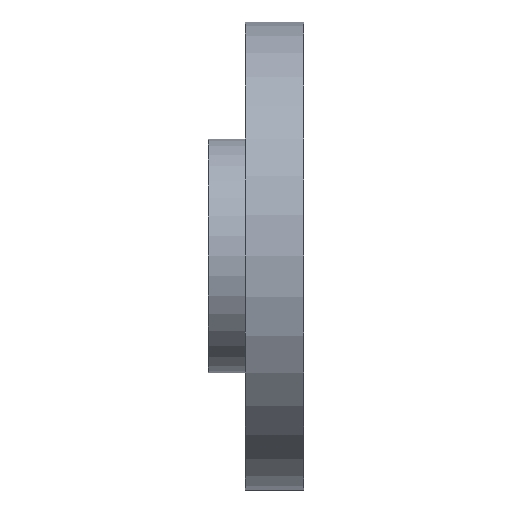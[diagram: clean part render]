
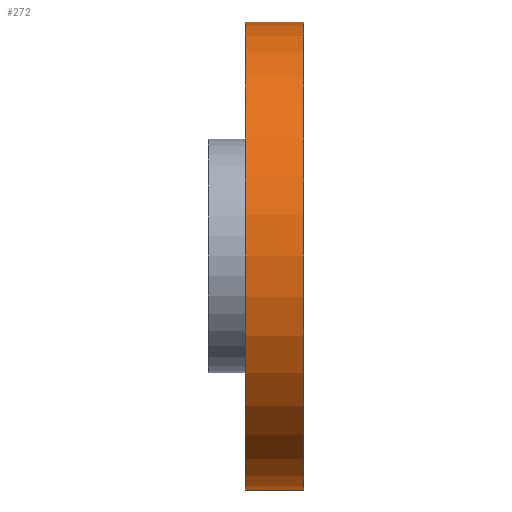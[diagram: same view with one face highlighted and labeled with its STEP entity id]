
A CAD part, left-side view. The second image highlights one B-rep face of the part: STEP entity #272.
In plain terms, the highlighted cylindrical face has radius 12.696 mm (diameter 25.392 mm), a partial arc.
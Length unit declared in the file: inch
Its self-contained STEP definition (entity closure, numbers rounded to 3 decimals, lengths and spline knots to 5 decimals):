
#2 = CARTESIAN_POINT ( 'NONE',  ( 0., 0., -0.49985 ) ) ;
#10 = CIRCLE ( 'NONE', #137, 0.49985 ) ;
#137 = AXIS2_PLACEMENT_3D ( 'NONE', #651, #520, #573 ) ;
#173 = DIRECTION ( 'NONE',  ( 0., -1., 0. ) ) ;
#203 = VERTEX_POINT ( 'NONE', #2 ) ;
#223 = ORIENTED_EDGE ( 'NONE', *, *, #290, .F. ) ;
#232 = EDGE_CURVE ( 'NONE', #203, #264, #340, .T. ) ;
#264 = VERTEX_POINT ( 'NONE', #690 ) ;
#272 = ADVANCED_FACE ( 'NONE', ( #898 ), #610, .T. ) ;
#290 = EDGE_CURVE ( 'NONE', #404, #264, #430, .T. ) ;
#303 = ORIENTED_EDGE ( 'NONE', *, *, #920, .F. ) ;
#317 = CARTESIAN_POINT ( 'NONE',  ( 0., 0.125, -0.49985 ) ) ;
#339 = CARTESIAN_POINT ( 'NONE',  ( 0., 0.125, 0.49985 ) ) ;
#340 = CIRCLE ( 'NONE', #499, 0.49985 ) ;
#353 = CARTESIAN_POINT ( 'NONE',  ( 0., 0.125, 0. ) ) ;
#390 = AXIS2_PLACEMENT_3D ( 'NONE', #353, #613, #875 ) ;
#392 = CARTESIAN_POINT ( 'NONE',  ( 0., 0., 0. ) ) ;
#404 = VERTEX_POINT ( 'NONE', #339 ) ;
#415 = DIRECTION ( 'NONE',  ( 0., -1., 0. ) ) ;
#430 = LINE ( 'NONE', #704, #593 ) ;
#442 = CARTESIAN_POINT ( 'NONE',  ( 0., 0.125, -0.49985 ) ) ;
#449 = ORIENTED_EDGE ( 'NONE', *, *, #868, .T. ) ;
#492 = VECTOR ( 'NONE', #415, 39.37008 ) ;
#498 = DIRECTION ( 'NONE',  ( 0., 1., 0. ) ) ;
#499 = AXIS2_PLACEMENT_3D ( 'NONE', #392, #498, #776 ) ;
#520 = DIRECTION ( 'NONE',  ( 0., 1., 0. ) ) ;
#522 = ORIENTED_EDGE ( 'NONE', *, *, #232, .T. ) ;
#573 = DIRECTION ( 'NONE',  ( 0., 0., 1. ) ) ;
#593 = VECTOR ( 'NONE', #173, 39.37008 ) ;
#610 = CYLINDRICAL_SURFACE ( 'NONE', #390, 0.49985 ) ;
#613 = DIRECTION ( 'NONE',  ( 0., -1., 0. ) ) ;
#651 = CARTESIAN_POINT ( 'NONE',  ( 0., 0.125, 0. ) ) ;
#665 = LINE ( 'NONE', #317, #492 ) ;
#690 = CARTESIAN_POINT ( 'NONE',  ( 0., 0., 0.49985 ) ) ;
#695 = VERTEX_POINT ( 'NONE', #442 ) ;
#704 = CARTESIAN_POINT ( 'NONE',  ( 0., 0.125, 0.49985 ) ) ;
#776 = DIRECTION ( 'NONE',  ( 0., 0., 1. ) ) ;
#835 = EDGE_LOOP ( 'NONE', ( #223, #303, #449, #522 ) ) ;
#868 = EDGE_CURVE ( 'NONE', #695, #203, #665, .T. ) ;
#875 = DIRECTION ( 'NONE',  ( 0., 0., -1. ) ) ;
#898 = FACE_OUTER_BOUND ( 'NONE', #835, .T. ) ;
#920 = EDGE_CURVE ( 'NONE', #695, #404, #10, .T. ) ;
